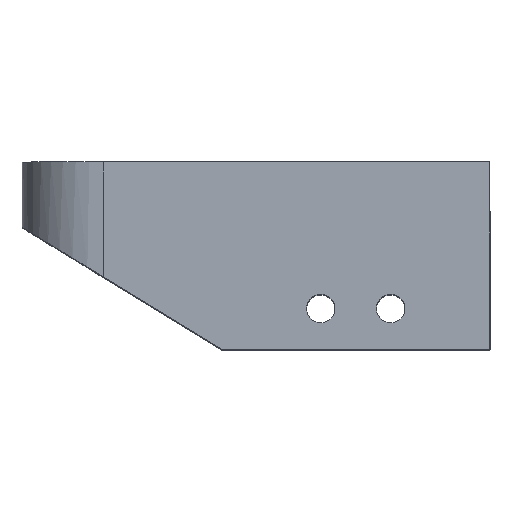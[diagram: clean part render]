
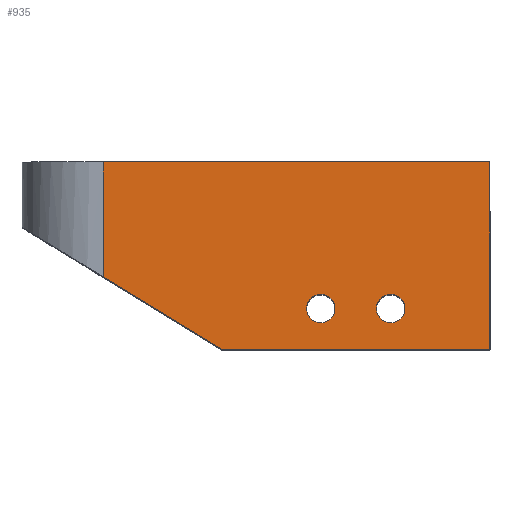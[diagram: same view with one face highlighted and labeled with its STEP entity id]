
A CAD part, top view. The second image highlights one B-rep face of the part: STEP entity #935.
In plain terms, the highlighted planar face has unit normal (0, 0, 1).
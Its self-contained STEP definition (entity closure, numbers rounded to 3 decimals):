
#91 = DIRECTION ( 'NONE',  ( 1., 0., 0. ) ) ;
#95 = AXIS2_PLACEMENT_3D ( 'NONE', #198, #2829, #3883 ) ;
#138 = DIRECTION ( 'NONE',  ( 1., 0., 0. ) ) ;
#167 = CIRCLE ( 'NONE', #2791, 1.75 ) ;
#176 = ORIENTED_EDGE ( 'NONE', *, *, #3425, .T. ) ;
#198 = CARTESIAN_POINT ( 'NONE',  ( -4.3, -2.5, 33.5 ) ) ;
#248 = CARTESIAN_POINT ( 'NONE',  ( -16.5, -7.5, 33.5 ) ) ;
#408 = FACE_OUTER_BOUND ( 'NONE', #2403, .T. ) ;
#532 = EDGE_CURVE ( 'NONE', #2588, #925, #2912, .T. ) ;
#628 = AXIS2_PLACEMENT_3D ( 'NONE', #1725, #3049, #91 ) ;
#633 = ORIENTED_EDGE ( 'NONE', *, *, #3110, .T. ) ;
#664 = LINE ( 'NONE', #1976, #2161 ) ;
#689 = VERTEX_POINT ( 'NONE', #3922 ) ;
#725 = VERTEX_POINT ( 'NONE', #2257 ) ;
#733 = FACE_BOUND ( 'NONE', #4100, .T. ) ;
#743 = VERTEX_POINT ( 'NONE', #248 ) ;
#754 = VECTOR ( 'NONE', #1274, 1000. ) ;
#822 = ORIENTED_EDGE ( 'NONE', *, *, #3928, .T. ) ;
#848 = DIRECTION ( 'NONE',  ( 0., 1., 0. ) ) ;
#925 = VERTEX_POINT ( 'NONE', #3707 ) ;
#935 = ADVANCED_FACE ( 'NONE', ( #3310, #733, #408 ), #2398, .T. ) ;
#964 = CARTESIAN_POINT ( 'NONE',  ( -2.55, -2.5, 33.5 ) ) ;
#1001 = VECTOR ( 'NONE', #2550, 1000. ) ;
#1125 = CARTESIAN_POINT ( 'NONE',  ( -6.05, -2.5, 33.5 ) ) ;
#1274 = DIRECTION ( 'NONE',  ( 0., -1., 0. ) ) ;
#1368 = CARTESIAN_POINT ( 'NONE',  ( 6.05, -2.5, 33.5 ) ) ;
#1394 = DIRECTION ( 'NONE',  ( 0.853, -0.522, 0. ) ) ;
#1418 = VECTOR ( 'NONE', #848, 1000. ) ;
#1436 = CARTESIAN_POINT ( 'NONE',  ( -41., 7.5, 33.5 ) ) ;
#1530 = ORIENTED_EDGE ( 'NONE', *, *, #2970, .T. ) ;
#1689 = VECTOR ( 'NONE', #1394, 1000. ) ;
#1701 = EDGE_CURVE ( 'NONE', #2462, #3374, #167, .T. ) ;
#1725 = CARTESIAN_POINT ( 'NONE',  ( 0., 0., 33.5 ) ) ;
#1752 = VERTEX_POINT ( 'NONE', #1368 ) ;
#1793 = LINE ( 'NONE', #1436, #1689 ) ;
#1801 = EDGE_CURVE ( 'NONE', #725, #1752, #3765, .T. ) ;
#1881 = CARTESIAN_POINT ( 'NONE',  ( 0., 15.5, 33.5 ) ) ;
#1909 = DIRECTION ( 'NONE',  ( 1., 0., 0. ) ) ;
#1941 = CIRCLE ( 'NONE', #95, 1.75 ) ;
#1976 = CARTESIAN_POINT ( 'NONE',  ( 0., -7.5, 33.5 ) ) ;
#1997 = AXIS2_PLACEMENT_3D ( 'NONE', #2501, #2825, #3200 ) ;
#2051 = EDGE_LOOP ( 'NONE', ( #3818, #176 ) ) ;
#2161 = VECTOR ( 'NONE', #1909, 1000. ) ;
#2164 = ORIENTED_EDGE ( 'NONE', *, *, #3087, .T. ) ;
#2214 = CARTESIAN_POINT ( 'NONE',  ( 16.5, -7.5, 33.5 ) ) ;
#2257 = CARTESIAN_POINT ( 'NONE',  ( 2.55, -2.5, 33.5 ) ) ;
#2359 = ORIENTED_EDGE ( 'NONE', *, *, #1801, .T. ) ;
#2398 = PLANE ( 'NONE',  #628 ) ;
#2403 = EDGE_LOOP ( 'NONE', ( #2164, #2831, #1530, #2490, #633 ) ) ;
#2413 = EDGE_CURVE ( 'NONE', #743, #3482, #664, .T. ) ;
#2462 = VERTEX_POINT ( 'NONE', #964 ) ;
#2471 = DIRECTION ( 'NONE',  ( 1., 0., 0. ) ) ;
#2490 = ORIENTED_EDGE ( 'NONE', *, *, #2413, .T. ) ;
#2491 = CARTESIAN_POINT ( 'NONE',  ( 16.5, 0., 33.5 ) ) ;
#2501 = CARTESIAN_POINT ( 'NONE',  ( 4.3, -2.5, 33.5 ) ) ;
#2550 = DIRECTION ( 'NONE',  ( -1., 0., 0. ) ) ;
#2588 = VERTEX_POINT ( 'NONE', #3067 ) ;
#2772 = DIRECTION ( 'NONE',  ( 0., 0., -1. ) ) ;
#2791 = AXIS2_PLACEMENT_3D ( 'NONE', #3689, #3731, #138 ) ;
#2825 = DIRECTION ( 'NONE',  ( 0., 0., -1. ) ) ;
#2829 = DIRECTION ( 'NONE',  ( 0., 0., -1. ) ) ;
#2831 = ORIENTED_EDGE ( 'NONE', *, *, #532, .T. ) ;
#2912 = LINE ( 'NONE', #3288, #754 ) ;
#2970 = EDGE_CURVE ( 'NONE', #925, #743, #1793, .T. ) ;
#2995 = AXIS2_PLACEMENT_3D ( 'NONE', #3098, #2772, #2471 ) ;
#3039 = CIRCLE ( 'NONE', #1997, 1.75 ) ;
#3049 = DIRECTION ( 'NONE',  ( 0., 0., 1. ) ) ;
#3067 = CARTESIAN_POINT ( 'NONE',  ( -31., 15.5, 33.5 ) ) ;
#3087 = EDGE_CURVE ( 'NONE', #689, #2588, #3535, .T. ) ;
#3098 = CARTESIAN_POINT ( 'NONE',  ( 4.3, -2.5, 33.5 ) ) ;
#3110 = EDGE_CURVE ( 'NONE', #3482, #689, #3146, .T. ) ;
#3146 = LINE ( 'NONE', #2491, #1418 ) ;
#3200 = DIRECTION ( 'NONE',  ( 1., 0., 0. ) ) ;
#3288 = CARTESIAN_POINT ( 'NONE',  ( -31., 0., 33.5 ) ) ;
#3310 = FACE_BOUND ( 'NONE', #2051, .T. ) ;
#3374 = VERTEX_POINT ( 'NONE', #1125 ) ;
#3425 = EDGE_CURVE ( 'NONE', #3374, #2462, #1941, .T. ) ;
#3482 = VERTEX_POINT ( 'NONE', #2214 ) ;
#3535 = LINE ( 'NONE', #1881, #1001 ) ;
#3689 = CARTESIAN_POINT ( 'NONE',  ( -4.3, -2.5, 33.5 ) ) ;
#3707 = CARTESIAN_POINT ( 'NONE',  ( -31., 1.378, 33.5 ) ) ;
#3731 = DIRECTION ( 'NONE',  ( 0., 0., -1. ) ) ;
#3765 = CIRCLE ( 'NONE', #2995, 1.75 ) ;
#3818 = ORIENTED_EDGE ( 'NONE', *, *, #1701, .T. ) ;
#3883 = DIRECTION ( 'NONE',  ( 1., 0., 0. ) ) ;
#3922 = CARTESIAN_POINT ( 'NONE',  ( 16.5, 15.5, 33.5 ) ) ;
#3928 = EDGE_CURVE ( 'NONE', #1752, #725, #3039, .T. ) ;
#4100 = EDGE_LOOP ( 'NONE', ( #822, #2359 ) ) ;
